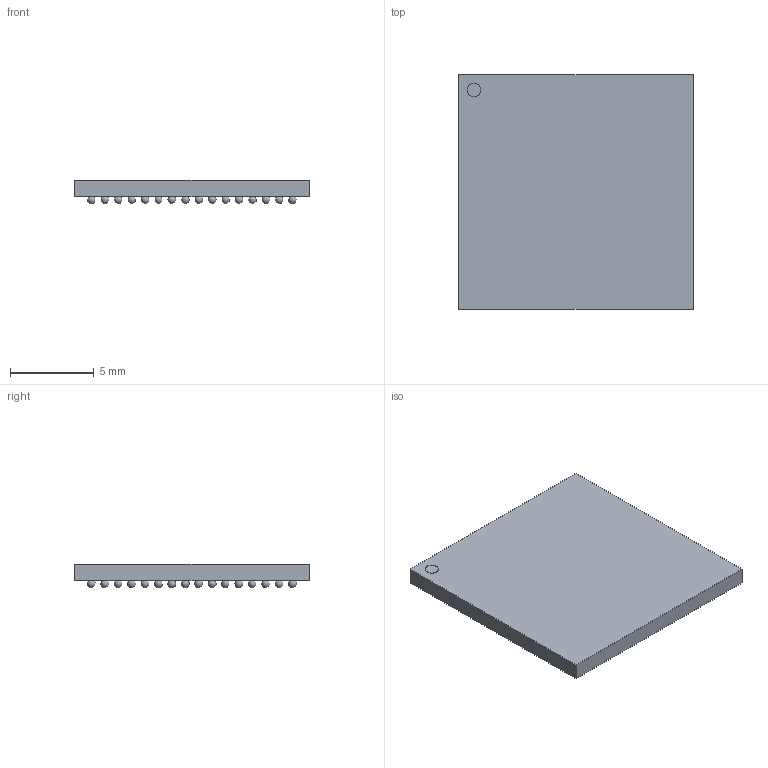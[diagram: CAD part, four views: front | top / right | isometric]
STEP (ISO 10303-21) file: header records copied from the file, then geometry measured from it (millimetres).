
FILE_DESCRIPTION(/* description */ ('model of BGA-256_14.0x14.0mm_Layout16x16_P0.8mm_Ball0.45mm_Pad0.32mm_NSMD'),/* implementation_level */ '2;1');
FILE_NAME(/* name */ 'BGA-256_14.0x14.0mm_Layout16x16_P0.8mm_Ball0.45mm_Pad0.32mm_NSMD.step',/* time_stamp */ '2018-11-07T22:28:16',/* author */ ('kicad StepUp','ksu'),/* organization */ ('FreeCAD'),/* preprocessor_version */ 'OCC',/* originating_system */ 'kicad StepUp',/* authorisation */ '');
FILE_SCHEMA(('AUTOMOTIVE_DESIGN { 1 0 10303 214 1 1 1 1 }'));
Length unit declared in the file: millimetre
Products named in the file (1): BGA_256_140x140mm_Layout16x16_P08mm_Ball045mm_Pad032mm_NSMD
Bounding box: 14 x 14 x 1.41 mm (x, y, z)
Volume: 199.2 mm3; surface area: 479.9 mm2
Topology: 1 solids, 1 shells, 68 faces, 195 edges, 130 vertices
Faces by surface type: sphere 60, plane 7, cylinder 1
Full cylindrical faces by diameter (mm): 0.8 x1
Entity records: 2491 total; most frequent: DIRECTION 395, CARTESIAN_POINT 334, ORIENTED_EDGE 270, AXIS2_PLACEMENT_3D 191, EDGE_CURVE 135, VERTEX_POINT 130, FACE_BOUND 129, EDGE_LOOP 129
